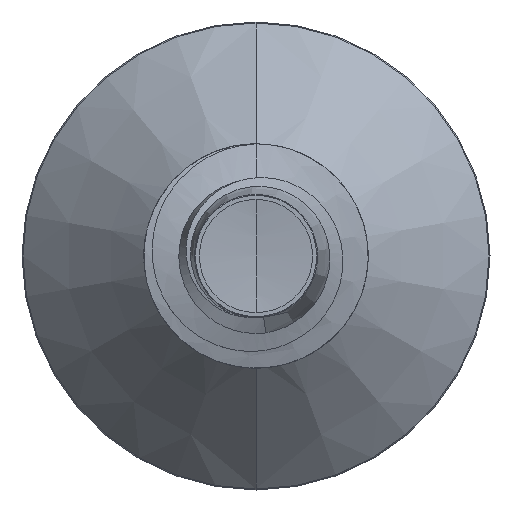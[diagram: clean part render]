
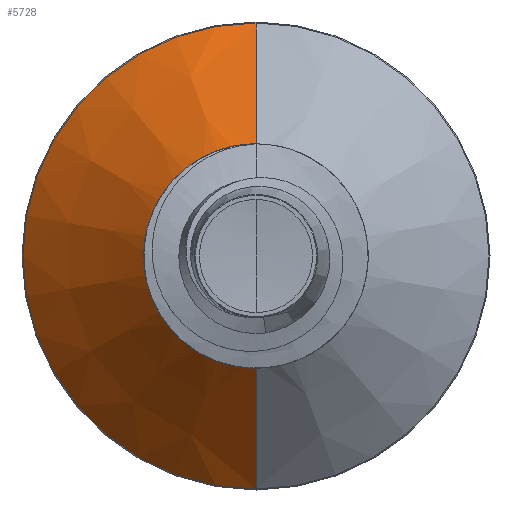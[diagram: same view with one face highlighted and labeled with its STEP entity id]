
A CAD part, front view. The second image highlights one B-rep face of the part: STEP entity #5728.
In plain terms, the highlighted conical face has half-angle 45 degrees and reference radius 1.633 mm.
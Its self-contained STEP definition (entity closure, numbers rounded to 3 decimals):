
#353 = DIRECTION ( 'NONE',  ( 0., 0., 1. ) ) ;
#742 = VERTEX_POINT ( 'NONE', #9611 ) ;
#1134 = DIRECTION ( 'NONE',  ( 0., 0., 1. ) ) ;
#1162 = DIRECTION ( 'NONE',  ( 0., 1., 0. ) ) ;
#1164 = CARTESIAN_POINT ( 'NONE',  ( 0., 10.335, 0. ) ) ;
#1359 = CARTESIAN_POINT ( 'NONE',  ( 0., 8.332, -1.632 ) ) ;
#2320 = ORIENTED_EDGE ( 'NONE', *, *, #14310, .F. ) ;
#3089 = AXIS2_PLACEMENT_3D ( 'NONE', #14998, #9257, #353 ) ;
#3457 = CONICAL_SURFACE ( 'NONE', #9846, 1.632, 0.785 ) ;
#3734 = FACE_OUTER_BOUND ( 'NONE', #9940, .T. ) ;
#3999 = ORIENTED_EDGE ( 'NONE', *, *, #14074, .T. ) ;
#4261 = AXIS2_PLACEMENT_3D ( 'NONE', #1164, #1162, #1134 ) ;
#4307 = ORIENTED_EDGE ( 'NONE', *, *, #13609, .T. ) ;
#4588 = DIRECTION ( 'NONE',  ( 0., 1., 0. ) ) ;
#5136 = CARTESIAN_POINT ( 'NONE',  ( 0., 8.332, 0. ) ) ;
#5183 = DIRECTION ( 'NONE',  ( 0., 0., 1. ) ) ;
#5276 = ORIENTED_EDGE ( 'NONE', *, *, #12625, .F. ) ;
#5728 = ADVANCED_FACE ( 'NONE', ( #3734 ), #3457, .T. ) ;
#6817 = CARTESIAN_POINT ( 'NONE',  ( 0., 8.332, -1.632 ) ) ;
#8847 = CARTESIAN_POINT ( 'NONE',  ( 0., 8.332, 1.632 ) ) ;
#9257 = DIRECTION ( 'NONE',  ( 0., 1., 0. ) ) ;
#9611 = CARTESIAN_POINT ( 'NONE',  ( 0., 10.335, -3.635 ) ) ;
#9846 = AXIS2_PLACEMENT_3D ( 'NONE', #5136, #4588, #5183 ) ;
#9940 = EDGE_LOOP ( 'NONE', ( #2320, #4307, #3999, #5276 ) ) ;
#10065 = DIRECTION ( 'NONE',  ( 0., 0.707, 0.707 ) ) ;
#11040 = VECTOR ( 'NONE', #10065, 1000. ) ;
#12605 = VERTEX_POINT ( 'NONE', #1359 ) ;
#12625 = EDGE_CURVE ( 'NONE', #742, #14956, #15016, .T. ) ;
#12919 = CARTESIAN_POINT ( 'NONE',  ( 0., 8.332, 1.632 ) ) ;
#13113 = VECTOR ( 'NONE', #13462, 1000. ) ;
#13382 = LINE ( 'NONE', #6817, #13113 ) ;
#13462 = DIRECTION ( 'NONE',  ( 0., 0.707, -0.707 ) ) ;
#13609 = EDGE_CURVE ( 'NONE', #12605, #15261, #14639, .T. ) ;
#13648 = LINE ( 'NONE', #8847, #11040 ) ;
#14062 = CARTESIAN_POINT ( 'NONE',  ( 0., 10.335, 3.635 ) ) ;
#14074 = EDGE_CURVE ( 'NONE', #15261, #14956, #13648, .T. ) ;
#14310 = EDGE_CURVE ( 'NONE', #12605, #742, #13382, .T. ) ;
#14639 = CIRCLE ( 'NONE', #3089, 1.632 ) ;
#14956 = VERTEX_POINT ( 'NONE', #14062 ) ;
#14998 = CARTESIAN_POINT ( 'NONE',  ( 0., 8.332, 0. ) ) ;
#15016 = CIRCLE ( 'NONE', #4261, 3.635 ) ;
#15261 = VERTEX_POINT ( 'NONE', #12919 ) ;
